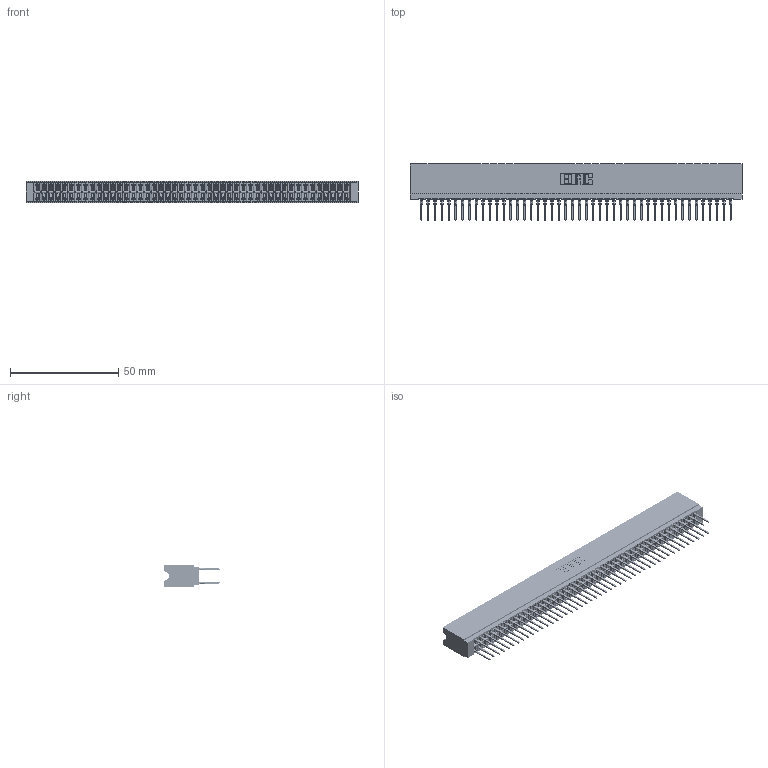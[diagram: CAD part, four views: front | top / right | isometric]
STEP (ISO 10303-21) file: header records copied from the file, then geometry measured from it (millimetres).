
FILE_DESCRIPTION (( 'STEP AP203' ), '1' );
FILE_NAME ('746-092-527-606.STEP', '2026-03-04T20:40:17', ( '' ), ( '' ), 'SwSTEP 2.0', 'SolidWorks 2023', '' );
FILE_SCHEMA (( 'CONFIG_CONTROL_DESIGN' ));
Length unit declared in the file: millimetre
Products named in the file (3): 746 Part_.340 Slot Depth - 06; 746-092-527-606; 746-292-001_527
Assembly tree (93 placements, depth 2):
  746-092-527-606
    746 Part_.340 Slot Depth - 06
    746-292-001_527  x92
Bounding box: 153.29 x 25.9 x 9.91 mm (x, y, z)
Volume: 17731.7 mm3; surface area: 26820.1 mm2
Topology: 93 solids, 93 shells, 8332 faces, 22897 edges, 14573 vertices
Faces by surface type: plane 4288, bspline 1840, cylinder 1652, torus 552
Entity records: 70437 total; most frequent: CARTESIAN_POINT 13968, ORIENTED_EDGE 12124, DIRECTION 10116, EDGE_CURVE 6062, LINE 5418, VECTOR 5418, VERTEX_POINT 4017, AXIS2_PLACEMENT_3D 2349
